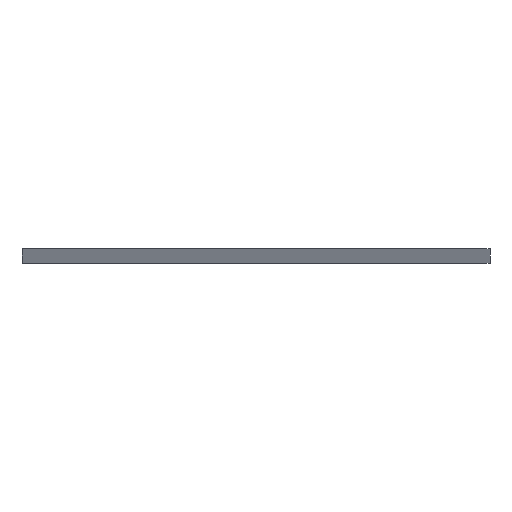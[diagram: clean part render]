
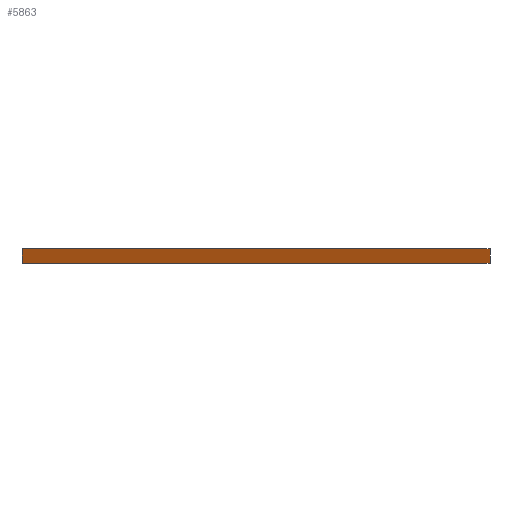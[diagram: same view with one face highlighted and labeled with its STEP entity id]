
A CAD part, front view. The second image highlights one B-rep face of the part: STEP entity #5863.
In plain terms, the highlighted planar face has unit normal (-0.502, -0.865, 0).
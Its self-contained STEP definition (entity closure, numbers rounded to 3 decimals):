
#83 = PLANE('',#84);
#84 = AXIS2_PLACEMENT_3D('',#85,#86,#87);
#85 = CARTESIAN_POINT('',(142.408,-83.505,1.6));
#86 = DIRECTION('',(0.,0.,1.));
#87 = DIRECTION('',(1.,0.,-0.));
#137 = PLANE('',#138);
#138 = AXIS2_PLACEMENT_3D('',#139,#140,#141);
#139 = CARTESIAN_POINT('',(142.408,-83.505,0.));
#140 = DIRECTION('',(0.,0.,1.));
#141 = DIRECTION('',(1.,0.,-0.));
#170 = PLANE('',#171);
#171 = AXIS2_PLACEMENT_3D('',#172,#173,#174);
#172 = CARTESIAN_POINT('',(159.766,-113.665,0.));
#173 = DIRECTION('',(-1.,-0.001,0.));
#174 = DIRECTION('',(-0.001,1.,0.));
#268 = PLANE('',#269);
#269 = AXIS2_PLACEMENT_3D('',#270,#271,#272);
#270 = CARTESIAN_POINT('',(158.483,-54.088,0.));
#271 = DIRECTION('',(0.5,-0.866,0.));
#272 = DIRECTION('',(-0.866,-0.5,0.));
#307 = VERTEX_POINT('',#308);
#308 = CARTESIAN_POINT('',(107.721,-83.414,0.));
#329 = EDGE_CURVE('',#307,#330,#332,.T.);
#330 = VERTEX_POINT('',#331);
#331 = CARTESIAN_POINT('',(159.766,-113.665,0.));
#332 = SURFACE_CURVE('',#333,(#337,#344),.PCURVE_S1.);
#333 = LINE('',#334,#335);
#334 = CARTESIAN_POINT('',(107.721,-83.414,0.));
#335 = VECTOR('',#336,1.);
#336 = DIRECTION('',(0.865,-0.503,0.));
#337 = PCURVE('',#137,#338);
#338 = DEFINITIONAL_REPRESENTATION('',(#339),#343);
#339 = LINE('',#340,#341);
#340 = CARTESIAN_POINT('',(-34.687,0.091));
#341 = VECTOR('',#342,1.);
#342 = DIRECTION('',(0.865,-0.503));
#343 = ( GEOMETRIC_REPRESENTATION_CONTEXT(2) 
PARAMETRIC_REPRESENTATION_CONTEXT() REPRESENTATION_CONTEXT('2D SPACE',''
  ) );
#344 = PCURVE('',#345,#350);
#345 = PLANE('',#346);
#346 = AXIS2_PLACEMENT_3D('',#347,#348,#349);
#347 = CARTESIAN_POINT('',(107.721,-83.414,0.));
#348 = DIRECTION('',(0.503,0.865,-0.));
#349 = DIRECTION('',(0.865,-0.503,0.));
#350 = DEFINITIONAL_REPRESENTATION('',(#351),#355);
#351 = LINE('',#352,#353);
#352 = CARTESIAN_POINT('',(0.,0.));
#353 = VECTOR('',#354,1.);
#354 = DIRECTION('',(1.,0.));
#355 = ( GEOMETRIC_REPRESENTATION_CONTEXT(2) 
PARAMETRIC_REPRESENTATION_CONTEXT() REPRESENTATION_CONTEXT('2D SPACE',''
  ) );
#3299 = VERTEX_POINT('',#3300);
#3300 = CARTESIAN_POINT('',(107.721,-83.414,1.6));
#3321 = EDGE_CURVE('',#3299,#3322,#3324,.T.);
#3322 = VERTEX_POINT('',#3323);
#3323 = CARTESIAN_POINT('',(159.766,-113.665,1.6));
#3324 = SURFACE_CURVE('',#3325,(#3329,#3336),.PCURVE_S1.);
#3325 = LINE('',#3326,#3327);
#3326 = CARTESIAN_POINT('',(107.721,-83.414,1.6));
#3327 = VECTOR('',#3328,1.);
#3328 = DIRECTION('',(0.865,-0.503,0.));
#3329 = PCURVE('',#83,#3330);
#3330 = DEFINITIONAL_REPRESENTATION('',(#3331),#3335);
#3331 = LINE('',#3332,#3333);
#3332 = CARTESIAN_POINT('',(-34.687,0.091));
#3333 = VECTOR('',#3334,1.);
#3334 = DIRECTION('',(0.865,-0.503));
#3335 = ( GEOMETRIC_REPRESENTATION_CONTEXT(2) 
PARAMETRIC_REPRESENTATION_CONTEXT() REPRESENTATION_CONTEXT('2D SPACE',''
  ) );
#3336 = PCURVE('',#345,#3337);
#3337 = DEFINITIONAL_REPRESENTATION('',(#3338),#3342);
#3338 = LINE('',#3339,#3340);
#3339 = CARTESIAN_POINT('',(0.,-1.6));
#3340 = VECTOR('',#3341,1.);
#3341 = DIRECTION('',(1.,0.));
#3342 = ( GEOMETRIC_REPRESENTATION_CONTEXT(2) 
PARAMETRIC_REPRESENTATION_CONTEXT() REPRESENTATION_CONTEXT('2D SPACE',''
  ) );
#5813 = EDGE_CURVE('',#330,#3322,#5814,.T.);
#5814 = SURFACE_CURVE('',#5815,(#5819,#5826),.PCURVE_S1.);
#5815 = LINE('',#5816,#5817);
#5816 = CARTESIAN_POINT('',(159.766,-113.665,0.));
#5817 = VECTOR('',#5818,1.);
#5818 = DIRECTION('',(0.,0.,1.));
#5819 = PCURVE('',#170,#5820);
#5820 = DEFINITIONAL_REPRESENTATION('',(#5821),#5825);
#5821 = LINE('',#5822,#5823);
#5822 = CARTESIAN_POINT('',(0.,0.));
#5823 = VECTOR('',#5824,1.);
#5824 = DIRECTION('',(0.,-1.));
#5825 = ( GEOMETRIC_REPRESENTATION_CONTEXT(2) 
PARAMETRIC_REPRESENTATION_CONTEXT() REPRESENTATION_CONTEXT('2D SPACE',''
  ) );
#5826 = PCURVE('',#345,#5827);
#5827 = DEFINITIONAL_REPRESENTATION('',(#5828),#5832);
#5828 = LINE('',#5829,#5830);
#5829 = CARTESIAN_POINT('',(60.198,0.));
#5830 = VECTOR('',#5831,1.);
#5831 = DIRECTION('',(0.,-1.));
#5832 = ( GEOMETRIC_REPRESENTATION_CONTEXT(2) 
PARAMETRIC_REPRESENTATION_CONTEXT() REPRESENTATION_CONTEXT('2D SPACE',''
  ) );
#5842 = EDGE_CURVE('',#307,#3299,#5843,.T.);
#5843 = SURFACE_CURVE('',#5844,(#5848,#5855),.PCURVE_S1.);
#5844 = LINE('',#5845,#5846);
#5845 = CARTESIAN_POINT('',(107.721,-83.414,0.));
#5846 = VECTOR('',#5847,1.);
#5847 = DIRECTION('',(0.,0.,1.));
#5848 = PCURVE('',#268,#5849);
#5849 = DEFINITIONAL_REPRESENTATION('',(#5850),#5854);
#5850 = LINE('',#5851,#5852);
#5851 = CARTESIAN_POINT('',(58.623,0.));
#5852 = VECTOR('',#5853,1.);
#5853 = DIRECTION('',(0.,-1.));
#5854 = ( GEOMETRIC_REPRESENTATION_CONTEXT(2) 
PARAMETRIC_REPRESENTATION_CONTEXT() REPRESENTATION_CONTEXT('2D SPACE',''
  ) );
#5855 = PCURVE('',#345,#5856);
#5856 = DEFINITIONAL_REPRESENTATION('',(#5857),#5861);
#5857 = LINE('',#5858,#5859);
#5858 = CARTESIAN_POINT('',(0.,0.));
#5859 = VECTOR('',#5860,1.);
#5860 = DIRECTION('',(0.,-1.));
#5861 = ( GEOMETRIC_REPRESENTATION_CONTEXT(2) 
PARAMETRIC_REPRESENTATION_CONTEXT() REPRESENTATION_CONTEXT('2D SPACE',''
  ) );
#5863 = ADVANCED_FACE('',(#5864),#345,.F.);
#5864 = FACE_BOUND('',#5865,.F.);
#5865 = EDGE_LOOP('',(#5866,#5867,#5868,#5869));
#5866 = ORIENTED_EDGE('',*,*,#5842,.T.);
#5867 = ORIENTED_EDGE('',*,*,#3321,.T.);
#5868 = ORIENTED_EDGE('',*,*,#5813,.F.);
#5869 = ORIENTED_EDGE('',*,*,#329,.F.);
